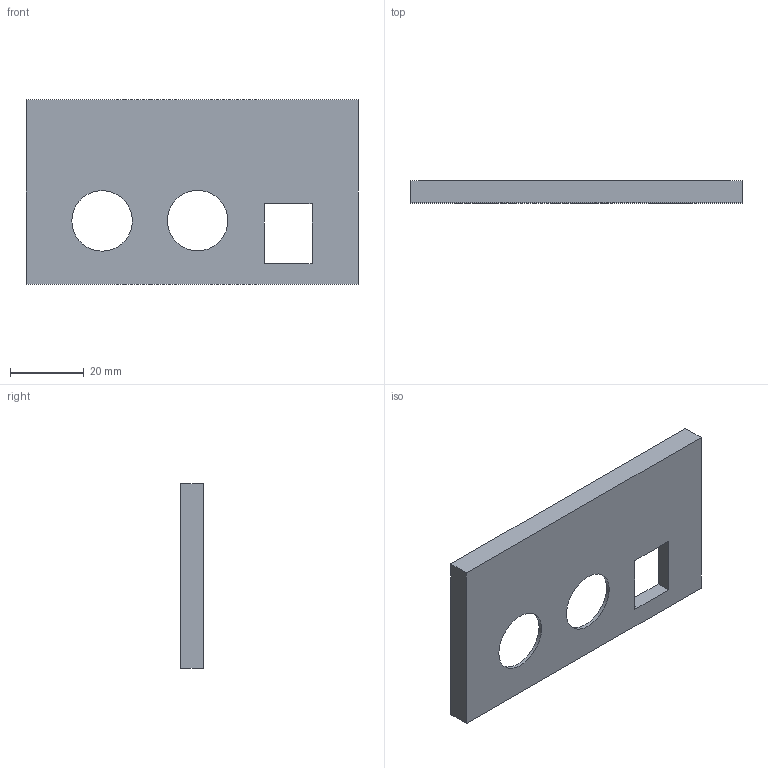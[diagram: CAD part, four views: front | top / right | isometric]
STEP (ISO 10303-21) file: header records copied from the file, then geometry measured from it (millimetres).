
FILE_DESCRIPTION(/* description */ (''),/* implementation_level */ '2;1');
FILE_NAME(/* name */ 'Ultrasonic and Dht11 Box (top).step',/* time_stamp */ '2024-08-09T12:36:17-06:00',/* author */ (''),/* organization */ (''),/* preprocessor_version */ 'ST-DEVELOPER v20',/* originating_system */ 'Autodesk Translation Framework v13.14.0.145',/* authorisation */ '');
FILE_SCHEMA (('AUTOMOTIVE_DESIGN { 1 0 10303 214 3 1 1 }'));
Length unit declared in the file: millimetre
Products named in the file (1): box bottom and top
Bounding box: 90 x 6 x 50 mm (x, y, z)
Volume: 7768 mm3; surface area: 11138.1 mm2
Topology: 1 solids, 1 shells, 23 faces, 58 edges, 38 vertices
Faces by surface type: plane 21, cylinder 2
Full cylindrical faces by diameter (mm): 16.4 x2
Entity records: 725 total; most frequent: CARTESIAN_POINT 120, ORIENTED_EDGE 116, DIRECTION 110, EDGE_CURVE 58, LINE 54, VECTOR 54, VERTEX_POINT 38, EDGE_LOOP 30
